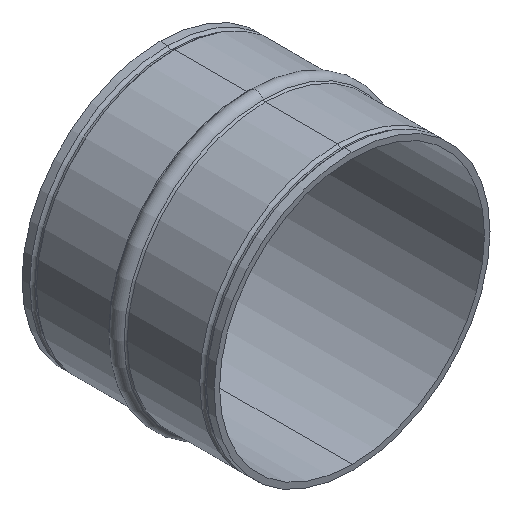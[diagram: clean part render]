
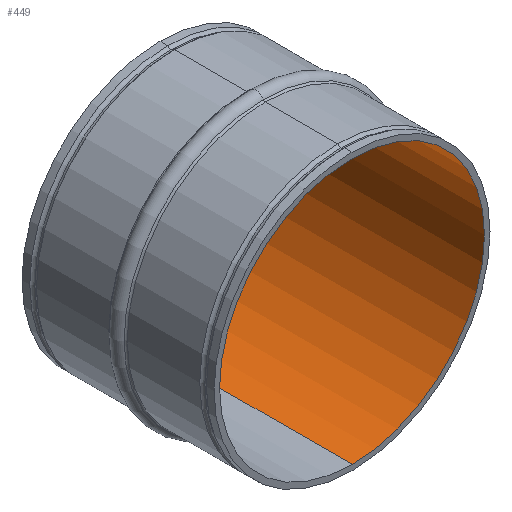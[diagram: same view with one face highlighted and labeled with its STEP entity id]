
A CAD part, isometric view. The second image highlights one B-rep face of the part: STEP entity #449.
In plain terms, the highlighted cylindrical face has radius 60 mm (diameter 120 mm), a partial arc.
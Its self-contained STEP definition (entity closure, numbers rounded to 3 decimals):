
#5 = CARTESIAN_POINT ( 'NONE',  ( 0., 0., 0. ) ) ;
#10 = CARTESIAN_POINT ( 'NONE',  ( 0., 0., 60. ) ) ;
#18 = EDGE_CURVE ( 'NONE', #562, #504, #23, .T. ) ;
#23 = LINE ( 'NONE', #90, #83 ) ;
#80 = VECTOR ( 'NONE', #673, 1000. ) ;
#83 = VECTOR ( 'NONE', #518, 1000. ) ;
#90 = CARTESIAN_POINT ( 'NONE',  ( 0., 0., -60. ) ) ;
#116 = DIRECTION ( 'NONE',  ( 0., 0., -1. ) ) ;
#130 = AXIS2_PLACEMENT_3D ( 'NONE', #173, #340, #116 ) ;
#145 = VERTEX_POINT ( 'NONE', #330 ) ;
#159 = EDGE_LOOP ( 'NONE', ( #706, #247, #166, #237 ) ) ;
#166 = ORIENTED_EDGE ( 'NONE', *, *, #18, .T. ) ;
#173 = CARTESIAN_POINT ( 'NONE',  ( 0., 0., 0. ) ) ;
#200 = DIRECTION ( 'NONE',  ( 0., 0., -1. ) ) ;
#206 = EDGE_CURVE ( 'NONE', #145, #457, #411, .T. ) ;
#218 = AXIS2_PLACEMENT_3D ( 'NONE', #620, #254, #200 ) ;
#237 = ORIENTED_EDGE ( 'NONE', *, *, #399, .T. ) ;
#239 = DIRECTION ( 'NONE',  ( 0., -1., 0. ) ) ;
#247 = ORIENTED_EDGE ( 'NONE', *, *, #293, .F. ) ;
#254 = DIRECTION ( 'NONE',  ( 0., -1., 0. ) ) ;
#293 = EDGE_CURVE ( 'NONE', #562, #145, #443, .T. ) ;
#330 = CARTESIAN_POINT ( 'NONE',  ( 0., 87., 60. ) ) ;
#340 = DIRECTION ( 'NONE',  ( 0., -1., 0. ) ) ;
#345 = CARTESIAN_POINT ( 'NONE',  ( 0., 0., -60. ) ) ;
#399 = EDGE_CURVE ( 'NONE', #504, #457, #432, .T. ) ;
#410 = CARTESIAN_POINT ( 'NONE',  ( 0., 87., -60. ) ) ;
#411 = LINE ( 'NONE', #567, #80 ) ;
#432 = CIRCLE ( 'NONE', #560, 60. ) ;
#443 = CIRCLE ( 'NONE', #218, 60. ) ;
#449 = ADVANCED_FACE ( 'NONE', ( #662 ), #612, .F. ) ;
#457 = VERTEX_POINT ( 'NONE', #10 ) ;
#504 = VERTEX_POINT ( 'NONE', #345 ) ;
#518 = DIRECTION ( 'NONE',  ( 0., -1., 0. ) ) ;
#560 = AXIS2_PLACEMENT_3D ( 'NONE', #5, #239, #605 ) ;
#562 = VERTEX_POINT ( 'NONE', #410 ) ;
#567 = CARTESIAN_POINT ( 'NONE',  ( 0., 0., 60. ) ) ;
#605 = DIRECTION ( 'NONE',  ( 0., 0., -1. ) ) ;
#612 = CYLINDRICAL_SURFACE ( 'NONE', #130, 60. ) ;
#620 = CARTESIAN_POINT ( 'NONE',  ( 0., 87., 0. ) ) ;
#662 = FACE_OUTER_BOUND ( 'NONE', #159, .T. ) ;
#673 = DIRECTION ( 'NONE',  ( 0., -1., 0. ) ) ;
#706 = ORIENTED_EDGE ( 'NONE', *, *, #206, .F. ) ;
